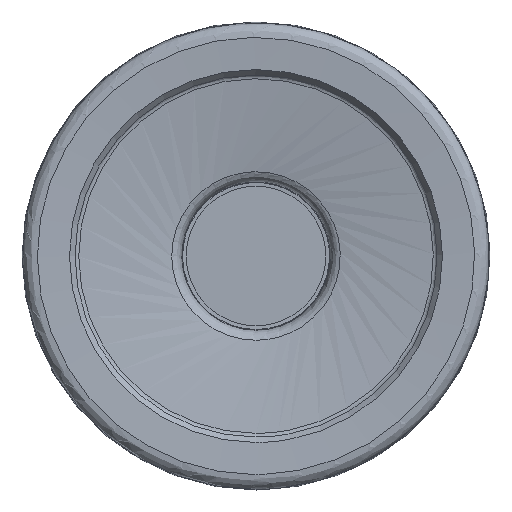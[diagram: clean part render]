
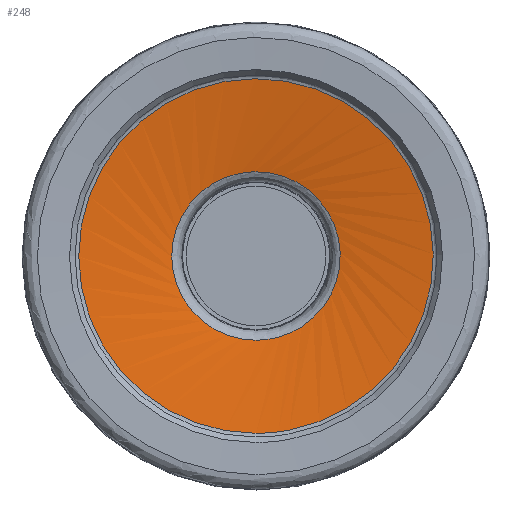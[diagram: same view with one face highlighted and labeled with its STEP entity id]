
A CAD part, left-side view. The second image highlights one B-rep face of the part: STEP entity #248.
In plain terms, the highlighted face is a revolution surface.
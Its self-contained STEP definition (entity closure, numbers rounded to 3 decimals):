
#25=B_SPLINE_CURVE_WITH_KNOTS('',3,(#802,#803,#804,#805),.UNSPECIFIED.,
 .F.,.F.,(4,4),(0.,1.),.UNSPECIFIED.);
#45=SURFACE_OF_REVOLUTION('',#25,#61);
#61=AXIS1_PLACEMENT('',#806,#684);
#248=ADVANCED_FACE('',(#306,#307),#45,.T.);
#306=FACE_BOUND('',#366,.T.);
#307=FACE_BOUND('',#367,.T.);
#366=EDGE_LOOP('',(#426));
#367=EDGE_LOOP('',(#427));
#426=ORIENTED_EDGE('',*,*,#490,.F.);
#427=ORIENTED_EDGE('',*,*,#489,.T.);
#459=VERTEX_POINT('',#794);
#460=VERTEX_POINT('',#801);
#489=EDGE_CURVE('',#459,#459,#519,.T.);
#490=EDGE_CURVE('',#460,#460,#520,.T.);
#519=CIRCLE('',#567,4.513);
#520=CIRCLE('',#568,9.495);
#567=AXIS2_PLACEMENT_3D('',#793,#679,#680);
#568=AXIS2_PLACEMENT_3D('',#800,#682,#683);
#679=DIRECTION('',(1.,0.,0.));
#680=DIRECTION('',(0.,0.,-1.));
#682=DIRECTION('',(1.,0.,0.));
#683=DIRECTION('',(0.,0.,-1.));
#684=DIRECTION('',(1.,0.,0.));
#793=CARTESIAN_POINT('',(1.429,0.,0.));
#794=CARTESIAN_POINT('',(1.429,0.,-4.513));
#800=CARTESIAN_POINT('',(0.633,0.,0.));
#801=CARTESIAN_POINT('',(0.633,0.,-9.495));
#802=CARTESIAN_POINT('',(1.429,-4.058,1.975));
#803=CARTESIAN_POINT('',(1.164,-5.862,1.549));
#804=CARTESIAN_POINT('',(0.898,-7.666,1.123));
#805=CARTESIAN_POINT('',(0.633,-9.47,0.697));
#806=CARTESIAN_POINT('',(0.,0.,0.));
